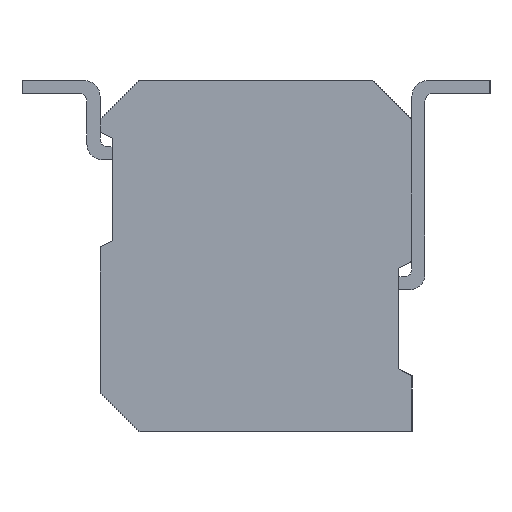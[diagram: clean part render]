
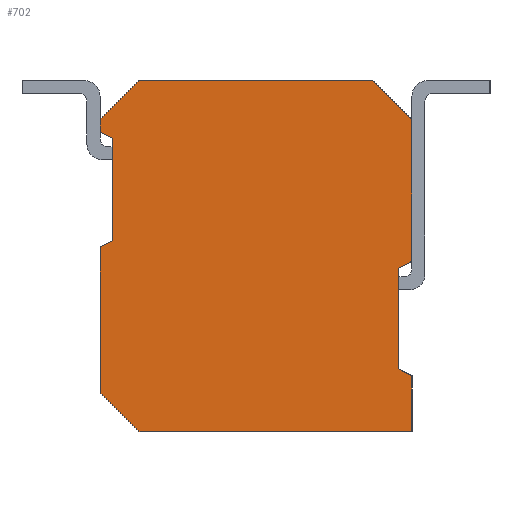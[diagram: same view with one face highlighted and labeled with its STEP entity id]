
A CAD part, left-side view. The second image highlights one B-rep face of the part: STEP entity #702.
In plain terms, the highlighted planar face has unit normal (-1, 0, 0).
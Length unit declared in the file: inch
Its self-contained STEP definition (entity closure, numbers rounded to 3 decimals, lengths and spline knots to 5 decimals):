
#702 = ADVANCED_FACE( '', ( #1646 ), #1647, .F. );
#1646 = FACE_OUTER_BOUND( '', #2859, .T. );
#1647 = PLANE( '', #2860 );
#2859 = EDGE_LOOP( '', ( #4809, #4810, #4811, #4812, #4813, #4814, #4815, #4816, #4817, #4818, #4819, #4820, #4821, #4822, #4823 ) );
#2860 = AXIS2_PLACEMENT_3D( '', #4824, #4825, #4826 );
#4809 = ORIENTED_EDGE( '', *, *, #8015, .F. );
#4810 = ORIENTED_EDGE( '', *, *, #8016, .F. );
#4811 = ORIENTED_EDGE( '', *, *, #7552, .F. );
#4812 = ORIENTED_EDGE( '', *, *, #8017, .F. );
#4813 = ORIENTED_EDGE( '', *, *, #8018, .F. );
#4814 = ORIENTED_EDGE( '', *, *, #8019, .F. );
#4815 = ORIENTED_EDGE( '', *, *, #8020, .F. );
#4816 = ORIENTED_EDGE( '', *, *, #7933, .F. );
#4817 = ORIENTED_EDGE( '', *, *, #7722, .T. );
#4818 = ORIENTED_EDGE( '', *, *, #8021, .T. );
#4819 = ORIENTED_EDGE( '', *, *, #8022, .F. );
#4820 = ORIENTED_EDGE( '', *, *, #7869, .F. );
#4821 = ORIENTED_EDGE( '', *, *, #8023, .F. );
#4822 = ORIENTED_EDGE( '', *, *, #8024, .T. );
#4823 = ORIENTED_EDGE( '', *, *, #8025, .F. );
#4824 = CARTESIAN_POINT( '', ( 0., 0.12, -0.0675 ) );
#4825 = DIRECTION( '', ( 1., 0., 0. ) );
#4826 = DIRECTION( '', ( 0., 0., -1. ) );
#7552 = EDGE_CURVE( '', #9143, #9139, #9145, .T. );
#7722 = EDGE_CURVE( '', #9432, #9433, #9434, .T. );
#7869 = EDGE_CURVE( '', #9671, #9672, #9673, .T. );
#7933 = EDGE_CURVE( '', #9432, #9783, #9784, .T. );
#8015 = EDGE_CURVE( '', #9913, #9914, #9915, .T. );
#8016 = EDGE_CURVE( '', #9139, #9913, #9916, .T. );
#8017 = EDGE_CURVE( '', #9917, #9143, #9918, .T. );
#8018 = EDGE_CURVE( '', #9919, #9917, #9920, .T. );
#8019 = EDGE_CURVE( '', #9921, #9919, #9922, .T. );
#8020 = EDGE_CURVE( '', #9783, #9921, #9923, .T. );
#8021 = EDGE_CURVE( '', #9433, #9924, #9925, .T. );
#8022 = EDGE_CURVE( '', #9672, #9924, #9926, .T. );
#8023 = EDGE_CURVE( '', #9927, #9671, #9928, .T. );
#8024 = EDGE_CURVE( '', #9927, #9929, #9930, .T. );
#8025 = EDGE_CURVE( '', #9914, #9929, #9931, .T. );
#9139 = VERTEX_POINT( '', #11385 );
#9143 = VERTEX_POINT( '', #11391 );
#9145 = LINE( '', #11394, #11395 );
#9432 = VERTEX_POINT( '', #11801 );
#9433 = VERTEX_POINT( '', #11802 );
#9434 = LINE( '', #11803, #11804 );
#9671 = VERTEX_POINT( '', #12141 );
#9672 = VERTEX_POINT( '', #12142 );
#9673 = LINE( '', #12143, #12144 );
#9783 = VERTEX_POINT( '', #12304 );
#9784 = LINE( '', #12305, #12306 );
#9913 = VERTEX_POINT( '', #12487 );
#9914 = VERTEX_POINT( '', #12488 );
#9915 = LINE( '', #12489, #12490 );
#9916 = LINE( '', #12491, #12492 );
#9917 = VERTEX_POINT( '', #12493 );
#9918 = LINE( '', #12494, #12495 );
#9919 = VERTEX_POINT( '', #12496 );
#9920 = LINE( '', #12497, #12498 );
#9921 = VERTEX_POINT( '', #12499 );
#9922 = LINE( '', #12500, #12501 );
#9923 = LINE( '', #12502, #12503 );
#9924 = VERTEX_POINT( '', #12504 );
#9925 = LINE( '', #12505, #12506 );
#9926 = LINE( '', #12507, #12508 );
#9927 = VERTEX_POINT( '', #12509 );
#9928 = LINE( '', #12510, #12511 );
#9929 = VERTEX_POINT( '', #12512 );
#9930 = LINE( '', #12513, #12514 );
#9931 = LINE( '', #12515, #12516 );
#11385 = CARTESIAN_POINT( '', ( 0., 0.12, 0.0525 ) );
#11391 = CARTESIAN_POINT( '', ( 0., 0.12, 0.0475 ) );
#11394 = CARTESIAN_POINT( '', ( 0., 0.12, -0.0675 ) );
#11395 = VECTOR( '', #14152, 39.37008 );
#11801 = CARTESIAN_POINT( '', ( 0., 0.105, -0.0675 ) );
#11802 = CARTESIAN_POINT( '', ( 0., 0., -0.0675 ) );
#11803 = CARTESIAN_POINT( '', ( 0., 0.12, -0.0675 ) );
#11804 = VECTOR( '', #14329, 39.37008 );
#12141 = CARTESIAN_POINT( '', ( 0., 0.005, -0.0048 ) );
#12142 = CARTESIAN_POINT( '', ( 0., 0.005, -0.0434 ) );
#12143 = CARTESIAN_POINT( '', ( 0., 0.005, -0.0048 ) );
#12144 = VECTOR( '', #14493, 39.37008 );
#12304 = CARTESIAN_POINT( '', ( 0., 0.12, -0.0525 ) );
#12305 = CARTESIAN_POINT( '', ( 0., 0.105, -0.0675 ) );
#12306 = VECTOR( '', #14556, 39.37008 );
#12487 = CARTESIAN_POINT( '', ( 0., 0.105, 0.0675 ) );
#12488 = CARTESIAN_POINT( '', ( 0., 0.015, 0.0675 ) );
#12489 = CARTESIAN_POINT( '', ( 0., 0.12, 0.0675 ) );
#12490 = VECTOR( '', #14645, 39.37008 );
#12491 = CARTESIAN_POINT( '', ( 0., 0.12, 0.0525 ) );
#12492 = VECTOR( '', #14646, 39.37008 );
#12493 = CARTESIAN_POINT( '', ( 0., 0.115, 0.0452 ) );
#12494 = CARTESIAN_POINT( '', ( 0., 0.115, 0.0452 ) );
#12495 = VECTOR( '', #14647, 39.37008 );
#12496 = CARTESIAN_POINT( '', ( 0., 0.115, 0.0058 ) );
#12497 = CARTESIAN_POINT( '', ( 0., 0.115, 0.0058 ) );
#12498 = VECTOR( '', #14648, 39.37008 );
#12499 = CARTESIAN_POINT( '', ( 0., 0.12, 0.0035 ) );
#12500 = CARTESIAN_POINT( '', ( 0., 0.12, 0.0035 ) );
#12501 = VECTOR( '', #14649, 39.37008 );
#12502 = CARTESIAN_POINT( '', ( 0., 0.12, -0.0675 ) );
#12503 = VECTOR( '', #14650, 39.37008 );
#12504 = CARTESIAN_POINT( '', ( 0., 0., -0.0461 ) );
#12505 = CARTESIAN_POINT( '', ( 0., 0., -0.0675 ) );
#12506 = VECTOR( '', #14651, 39.37008 );
#12507 = CARTESIAN_POINT( '', ( 0., 0.005, -0.0434 ) );
#12508 = VECTOR( '', #14652, 39.37008 );
#12509 = CARTESIAN_POINT( '', ( 0., 0., -0.0021 ) );
#12510 = CARTESIAN_POINT( '', ( 0., 0., -0.0021 ) );
#12511 = VECTOR( '', #14653, 39.37008 );
#12512 = CARTESIAN_POINT( '', ( 0., 0., 0.0525 ) );
#12513 = CARTESIAN_POINT( '', ( 0., 0., -0.0675 ) );
#12514 = VECTOR( '', #14654, 39.37008 );
#12515 = CARTESIAN_POINT( '', ( 0., 0.015, 0.0675 ) );
#12516 = VECTOR( '', #14655, 39.37008 );
#14152 = DIRECTION( '', ( 0., 0., 1. ) );
#14329 = DIRECTION( '', ( 0., -1., 0. ) );
#14493 = DIRECTION( '', ( 0., 0., -1. ) );
#14556 = DIRECTION( '', ( 0., 0.707, 0.707 ) );
#14645 = DIRECTION( '', ( 0., -1., 0. ) );
#14646 = DIRECTION( '', ( 0., -0.707, 0.707 ) );
#14647 = DIRECTION( '', ( 0., 0.908, 0.418 ) );
#14648 = DIRECTION( '', ( 0., 0., 1. ) );
#14649 = DIRECTION( '', ( 0., -0.908, 0.418 ) );
#14650 = DIRECTION( '', ( 0., 0., 1. ) );
#14651 = DIRECTION( '', ( 0., 0., 1. ) );
#14652 = DIRECTION( '', ( 0., -0.88, -0.475 ) );
#14653 = DIRECTION( '', ( 0., 0.88, -0.475 ) );
#14654 = DIRECTION( '', ( 0., 0., 1. ) );
#14655 = DIRECTION( '', ( 0., -0.707, -0.707 ) );
